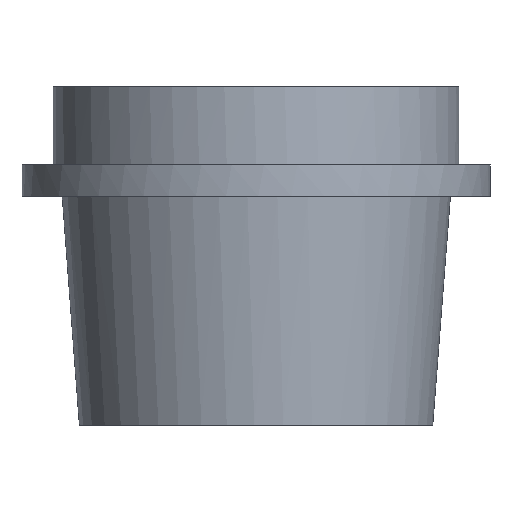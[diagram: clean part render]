
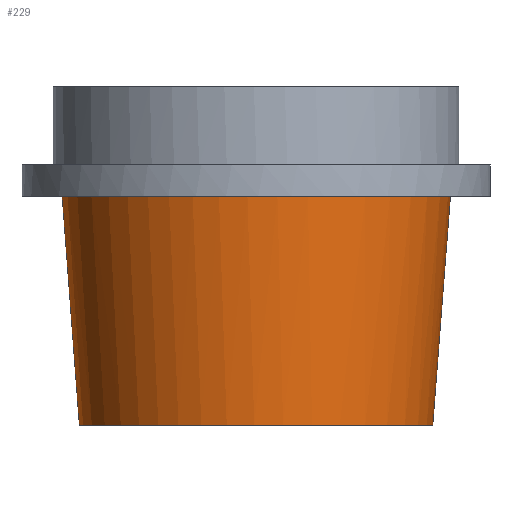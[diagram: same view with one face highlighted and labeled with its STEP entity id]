
A CAD part, front view. The second image highlights one B-rep face of the part: STEP entity #229.
In plain terms, the highlighted free-form (B-spline) face has degree [2, 1] with [7, 2] control points.
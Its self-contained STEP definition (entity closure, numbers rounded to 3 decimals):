
#229 = ADVANCED_FACE('',(#230),#270,.T.);
#230 = FACE_BOUND('',#231,.T.);
#231 = EDGE_LOOP('',(#232,#241,#253,#260));
#232 = ORIENTED_EDGE('',*,*,#233,.T.);
#233 = EDGE_CURVE('',#234,#236,#238,.T.);
#234 = VERTEX_POINT('',#235);
#235 = CARTESIAN_POINT('',(51.906,0.,
    61.091));
#236 = VERTEX_POINT('',#237);
#237 = CARTESIAN_POINT('',(47.207,0.,
    0.));
#238 = B_SPLINE_CURVE_WITH_KNOTS('',1,(#239,#240),.UNSPECIFIED.,.F.,.F.,
  (2,2),(0.,44.13),.PIECEWISE_BEZIER_KNOTS.);
#239 = CARTESIAN_POINT('',(51.906,0.,
    61.091));
#240 = CARTESIAN_POINT('',(47.207,0.,
    0.));
#241 = ORIENTED_EDGE('',*,*,#242,.T.);
#242 = EDGE_CURVE('',#236,#243,#245,.T.);
#243 = VERTEX_POINT('',#244);
#244 = CARTESIAN_POINT('',(47.207,0.,0.));
#245 = ( BOUNDED_CURVE() B_SPLINE_CURVE(2,(#246,#247,#248,#249,#250,#251
,#252),.UNSPECIFIED.,.T.,.F.) B_SPLINE_CURVE_WITH_KNOTS((1,2,2,2,2,1),(
    -2.094,0.,2.094,4.189,6.283,
8.378),.UNSPECIFIED.) CURVE() GEOMETRIC_REPRESENTATION_ITEM() 
RATIONAL_B_SPLINE_CURVE((1.,0.5,1.,0.5,1.,0.5,1.)) REPRESENTATION_ITEM(
  '') );
#246 = CARTESIAN_POINT('',(47.207,0.,0.));
#247 = CARTESIAN_POINT('',(47.207,81.765,0.));
#248 = CARTESIAN_POINT('',(-23.603,40.882,0.));
#249 = CARTESIAN_POINT('',(-94.414,0.,0.));
#250 = CARTESIAN_POINT('',(-23.603,-40.882,0.));
#251 = CARTESIAN_POINT('',(47.207,-81.765,0.));
#252 = CARTESIAN_POINT('',(47.207,0.,0.));
#253 = ORIENTED_EDGE('',*,*,#254,.T.);
#254 = EDGE_CURVE('',#243,#255,#257,.T.);
#255 = VERTEX_POINT('',#256);
#256 = CARTESIAN_POINT('',(51.906,0.,
    61.091));
#257 = B_SPLINE_CURVE_WITH_KNOTS('',1,(#258,#259),.UNSPECIFIED.,.F.,.F.,
  (2,2),(0.,44.13),.PIECEWISE_BEZIER_KNOTS.);
#258 = CARTESIAN_POINT('',(47.207,0.,0.));
#259 = CARTESIAN_POINT('',(51.906,0.,
    61.091));
#260 = ORIENTED_EDGE('',*,*,#261,.T.);
#261 = EDGE_CURVE('',#255,#234,#262,.T.);
#262 = ( BOUNDED_CURVE() B_SPLINE_CURVE(2,(#263,#264,#265,#266,#267,#268
,#269),.UNSPECIFIED.,.T.,.F.) B_SPLINE_CURVE_WITH_KNOTS((1,2,2,2,2,1),(
    -2.094,0.,2.094,4.189,6.283,
8.378),.UNSPECIFIED.) CURVE() GEOMETRIC_REPRESENTATION_ITEM() 
RATIONAL_B_SPLINE_CURVE((1.,0.5,1.,0.5,1.,0.5,1.)) REPRESENTATION_ITEM(
  '') );
#263 = CARTESIAN_POINT('',(51.906,0.,
    61.091));
#264 = CARTESIAN_POINT('',(51.906,-89.904,
    61.091));
#265 = CARTESIAN_POINT('',(-25.953,-44.952,
    61.091));
#266 = CARTESIAN_POINT('',(-103.812,0.,
    61.091));
#267 = CARTESIAN_POINT('',(-25.953,44.952,
    61.091));
#268 = CARTESIAN_POINT('',(51.906,89.904,
    61.091));
#269 = CARTESIAN_POINT('',(51.906,0.,
    61.091));
#270 = ( BOUNDED_SURFACE() B_SPLINE_SURFACE(2,1,(
    (#271,#272)
    ,(#273,#274)
    ,(#275,#276)
    ,(#277,#278)
    ,(#279,#280)
    ,(#281,#282)
,(#283,#284
    )),.UNSPECIFIED.,.T.,.F.,.F.) B_SPLINE_SURFACE_WITH_KNOTS((1,2,2,2,2
    ,1),(2,2),(-2.094,0.,2.094,4.189,
    6.283,8.378),(0.,44.13),.UNSPECIFIED.) 
GEOMETRIC_REPRESENTATION_ITEM() RATIONAL_B_SPLINE_SURFACE((
    (1.,1.)
    ,(0.5,0.5)
    ,(1.,1.)
    ,(0.5,0.5)
    ,(1.,1.)
    ,(0.5,0.5)
,(1.,1.))) REPRESENTATION_ITEM('') SURFACE() );
#271 = CARTESIAN_POINT('',(47.207,0.,0.));
#272 = CARTESIAN_POINT('',(51.906,0.,
    61.091));
#273 = CARTESIAN_POINT('',(47.207,81.765,0.));
#274 = CARTESIAN_POINT('',(51.906,89.904,
    61.091));
#275 = CARTESIAN_POINT('',(-23.603,40.882,0.));
#276 = CARTESIAN_POINT('',(-25.953,44.952,
    61.091));
#277 = CARTESIAN_POINT('',(-94.414,0.,0.));
#278 = CARTESIAN_POINT('',(-103.812,0.,
    61.091));
#279 = CARTESIAN_POINT('',(-23.603,-40.882,0.));
#280 = CARTESIAN_POINT('',(-25.953,-44.952,
    61.091));
#281 = CARTESIAN_POINT('',(47.207,-81.765,0.));
#282 = CARTESIAN_POINT('',(51.906,-89.904,
    61.091));
#283 = CARTESIAN_POINT('',(47.207,0.,0.));
#284 = CARTESIAN_POINT('',(51.906,0.,
    61.091));
